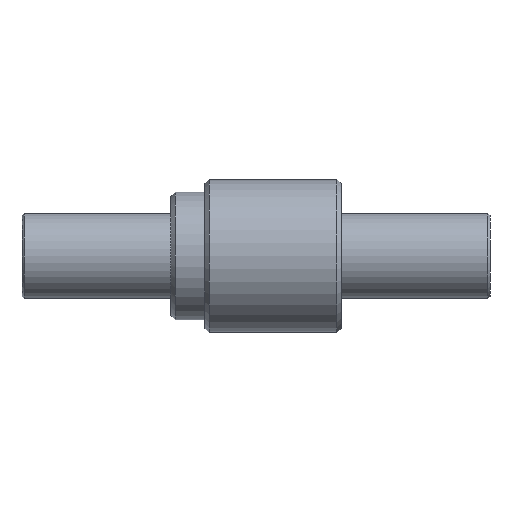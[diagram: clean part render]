
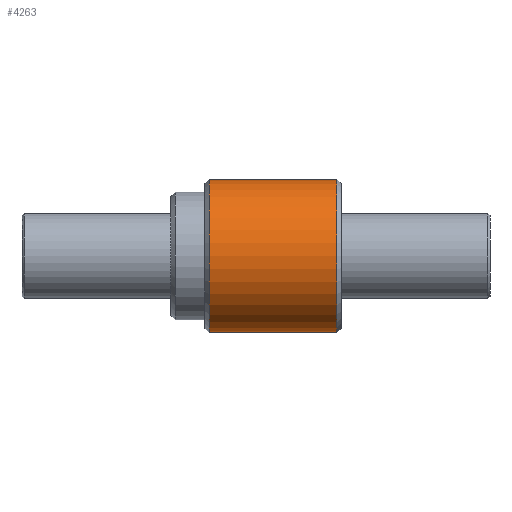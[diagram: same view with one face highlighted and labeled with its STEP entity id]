
A CAD part, front view. The second image highlights one B-rep face of the part: STEP entity #4263.
In plain terms, the highlighted cylindrical face has radius 18 mm (diameter 36 mm), a full revolution.
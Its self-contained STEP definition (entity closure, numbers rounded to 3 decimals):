
#154 = DIRECTION ( 'NONE',  ( 1., 0., 0. ) ) ;
#993 = CARTESIAN_POINT ( 'NONE',  ( 1.257, -0.977, -1.28 ) ) ;
#1393 = EDGE_LOOP ( 'NONE', ( #2237 ) ) ;
#1536 = VERTEX_POINT ( 'NONE', #7546 ) ;
#1887 = CARTESIAN_POINT ( 'NONE',  ( 31.257, -0.977, -1.28 ) ) ;
#1933 = VERTEX_POINT ( 'NONE', #8983 ) ;
#2237 = ORIENTED_EDGE ( 'NONE', *, *, #8960, .T. ) ;
#2549 = CIRCLE ( 'NONE', #5135, 18. ) ;
#2595 = DIRECTION ( 'NONE',  ( 0., -0.939, 0.344 ) ) ;
#2782 = DIRECTION ( 'NONE',  ( 1., 0., 0. ) ) ;
#3321 = DIRECTION ( 'NONE',  ( 0., -0.939, 0.344 ) ) ;
#3429 = DIRECTION ( 'NONE',  ( 1., 0., 0. ) ) ;
#4006 = ORIENTED_EDGE ( 'NONE', *, *, #6026, .F. ) ;
#4263 = ADVANCED_FACE ( 'NONE', ( #9397, #6103 ), #8581, .T. ) ;
#4971 = AXIS2_PLACEMENT_3D ( 'NONE', #993, #2782, #5391 ) ;
#5135 = AXIS2_PLACEMENT_3D ( 'NONE', #1887, #154, #2595 ) ;
#5391 = DIRECTION ( 'NONE',  ( 0., -0.939, 0.344 ) ) ;
#6026 = EDGE_CURVE ( 'NONE', #1933, #1933, #2549, .T. ) ;
#6043 = CARTESIAN_POINT ( 'NONE',  ( 32.257, -0.977, -1.28 ) ) ;
#6103 = FACE_OUTER_BOUND ( 'NONE', #1393, .T. ) ;
#6406 = AXIS2_PLACEMENT_3D ( 'NONE', #6043, #3429, #3321 ) ;
#7546 = CARTESIAN_POINT ( 'NONE',  ( 1.257, -17.878, 4.915 ) ) ;
#8070 = EDGE_LOOP ( 'NONE', ( #4006 ) ) ;
#8581 = CYLINDRICAL_SURFACE ( 'NONE', #6406, 18. ) ;
#8960 = EDGE_CURVE ( 'NONE', #1536, #1536, #9934, .T. ) ;
#8983 = CARTESIAN_POINT ( 'NONE',  ( 31.257, -17.878, 4.915 ) ) ;
#9397 = FACE_OUTER_BOUND ( 'NONE', #8070, .T. ) ;
#9934 = CIRCLE ( 'NONE', #4971, 18. ) ;
